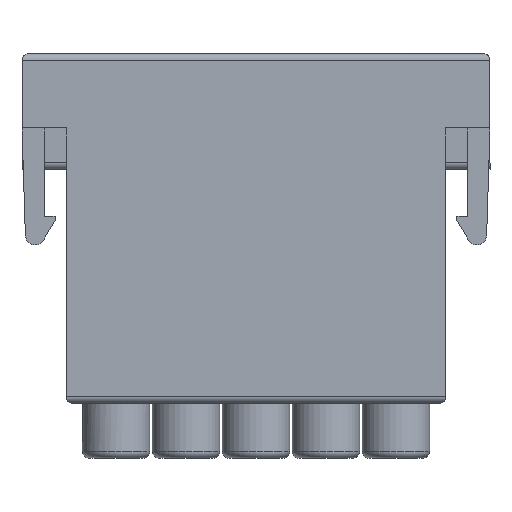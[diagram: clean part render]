
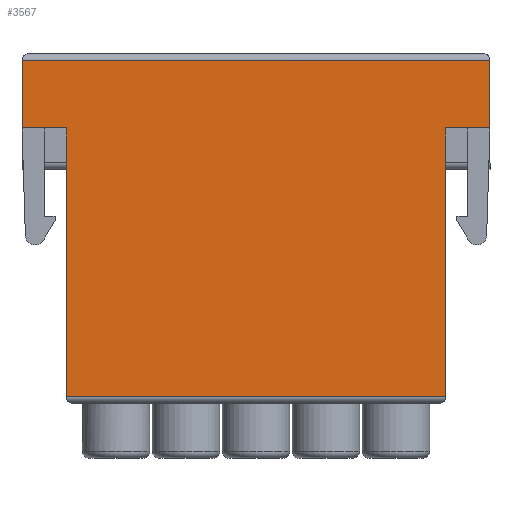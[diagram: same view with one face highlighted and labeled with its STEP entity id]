
A CAD part, left-side view. The second image highlights one B-rep face of the part: STEP entity #3567.
In plain terms, the highlighted planar face has unit normal (-1, 0, 0).
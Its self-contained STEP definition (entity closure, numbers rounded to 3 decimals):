
#2047=FACE_OUTER_BOUND('',#4111,.T.);
#2274=PLANE('',#6965);
#2690=LINE('',#9217,#3173);
#2691=LINE('',#9220,#3174);
#2692=LINE('',#9222,#3175);
#2693=LINE('',#9224,#3176);
#2694=LINE('',#9226,#3177);
#2695=LINE('',#9228,#3178);
#2696=LINE('',#9230,#3179);
#2697=LINE('',#9232,#3180);
#3173=VECTOR('',#7771,1.);
#3174=VECTOR('',#7772,1.);
#3175=VECTOR('',#7773,1.);
#3176=VECTOR('',#7774,1.);
#3177=VECTOR('',#7775,1.);
#3178=VECTOR('',#7776,1.);
#3179=VECTOR('',#7777,1.);
#3180=VECTOR('',#7778,1.);
#3567=ADVANCED_FACE('',(#2047),#2274,.F.);
#4111=EDGE_LOOP('',(#4764,#4765,#4766,#4767,#4768,#4769,#4770,#4771));
#4764=ORIENTED_EDGE('',*,*,#6348,.T.);
#4765=ORIENTED_EDGE('',*,*,#6349,.F.);
#4766=ORIENTED_EDGE('',*,*,#6350,.T.);
#4767=ORIENTED_EDGE('',*,*,#6351,.T.);
#4768=ORIENTED_EDGE('',*,*,#6352,.T.);
#4769=ORIENTED_EDGE('',*,*,#6353,.T.);
#4770=ORIENTED_EDGE('',*,*,#6354,.T.);
#4771=ORIENTED_EDGE('',*,*,#6355,.F.);
#5860=VERTEX_POINT('',#9218);
#5861=VERTEX_POINT('',#9219);
#5862=VERTEX_POINT('',#9221);
#5863=VERTEX_POINT('',#9223);
#5864=VERTEX_POINT('',#9225);
#5865=VERTEX_POINT('',#9227);
#5866=VERTEX_POINT('',#9229);
#5867=VERTEX_POINT('',#9231);
#6348=EDGE_CURVE('',#5860,#5861,#2690,.T.);
#6349=EDGE_CURVE('',#5862,#5861,#2691,.T.);
#6350=EDGE_CURVE('',#5862,#5863,#2692,.T.);
#6351=EDGE_CURVE('',#5863,#5864,#2693,.T.);
#6352=EDGE_CURVE('',#5864,#5865,#2694,.T.);
#6353=EDGE_CURVE('',#5865,#5866,#2695,.T.);
#6354=EDGE_CURVE('',#5866,#5867,#2696,.T.);
#6355=EDGE_CURVE('',#5860,#5867,#2697,.T.);
#6965=AXIS2_PLACEMENT_3D('',#9233,#7779,#7780);
#7771=DIRECTION('',(0.,-1.,0.));
#7772=DIRECTION('',(0.,0.,-1.));
#7773=DIRECTION('',(0.,-1.,0.));
#7774=DIRECTION('',(0.,0.,1.));
#7775=DIRECTION('',(0.,1.,0.));
#7776=DIRECTION('',(0.,0.,-1.));
#7777=DIRECTION('',(0.,-1.,0.));
#7778=DIRECTION('',(0.,0.,1.));
#7779=DIRECTION('',(1.,0.,0.));
#7780=DIRECTION('',(0.,-1.,0.));
#9217=CARTESIAN_POINT('',(-21.249,13.81,-23.));
#9218=CARTESIAN_POINT('',(-21.249,13.81,-23.));
#9219=CARTESIAN_POINT('',(-21.249,-13.79,-23.));
#9220=CARTESIAN_POINT('',(-21.249,-13.79,-3.5));
#9221=CARTESIAN_POINT('',(-21.249,-13.79,-3.5));
#9222=CARTESIAN_POINT('',(-21.249,-13.79,-3.5));
#9223=CARTESIAN_POINT('',(-21.249,-16.99,-3.5));
#9224=CARTESIAN_POINT('',(-21.249,-16.99,-3.5));
#9225=CARTESIAN_POINT('',(-21.249,-16.99,1.4));
#9226=CARTESIAN_POINT('',(-21.249,-16.99,1.4));
#9227=CARTESIAN_POINT('',(-21.249,17.01,1.4));
#9228=CARTESIAN_POINT('',(-21.249,17.01,1.4));
#9229=CARTESIAN_POINT('',(-21.249,17.01,-3.5));
#9230=CARTESIAN_POINT('',(-21.249,17.01,-3.5));
#9231=CARTESIAN_POINT('',(-21.249,13.81,-3.5));
#9232=CARTESIAN_POINT('',(-21.249,13.81,-23.));
#9233=CARTESIAN_POINT('',(-21.249,13.54,-12.55));
